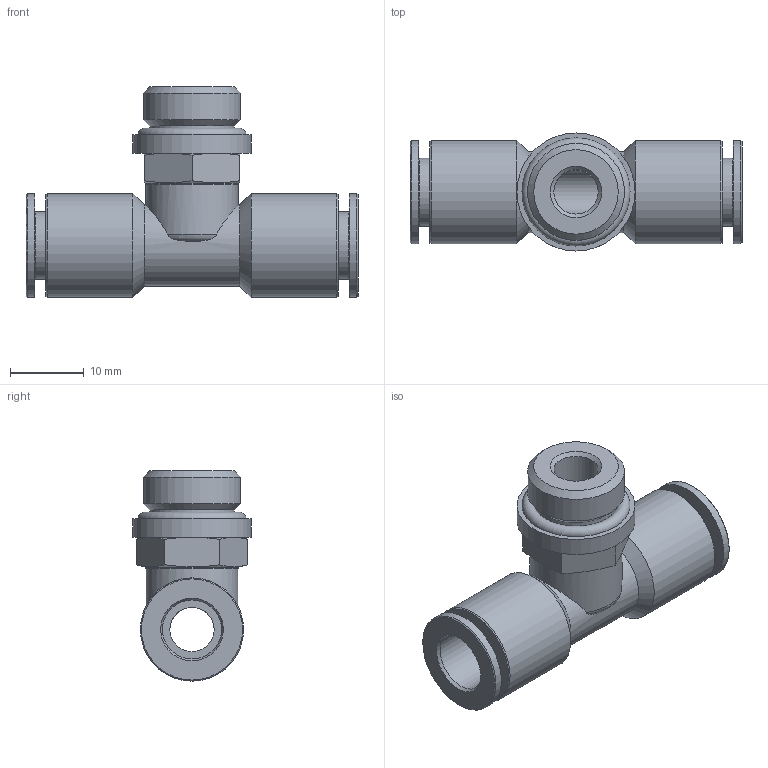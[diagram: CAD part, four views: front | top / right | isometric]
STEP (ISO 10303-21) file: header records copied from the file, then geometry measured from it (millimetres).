
FILE_DESCRIPTION(/* description */ ('STEP AP214'),/* implementation_level */ '2;1');
FILE_NAME(/* name */ '558740_NPQM-T-G14-Q8-P10',/* time_stamp */ '2024-09-13T06:42:32+02:00',/* author */ ('License CC BY-ND 4.0'),/* organization */ ('CADENAS'),/* preprocessor_version */ 'ST-DEVELOPER v19.3',/* originating_system */ 'PARTsolutions',/* authorisation */ ' ');
FILE_SCHEMA (('AUTOMOTIVE_DESIGN {1 0 10303 214 3 1 1}'));
Length unit declared in the file: millimetre
Products named in the file (1): 558740 NPQM-T-G14-Q8-P10
Bounding box: 45 x 16 x 28.5 mm (x, y, z)
Volume: 5746.5 mm3; surface area: 4730.9 mm2
Topology: 1 solids, 1 shells, 59 faces, 120 edges, 72 vertices
Faces by surface type: cone 24, plane 17, cylinder 15, torus 3
Full cylindrical faces by diameter (mm): 6 x2, 8 x2, 9.2 x2, 11 x1, 11.445 x1, 12.5 x1, 13.157 x1, 14 x4, 16 x1
Entity records: 1847 total; most frequent: CARTESIAN_POINT 320, DIRECTION 232, ORIENTED_EDGE 170, AXIS2_PLACEMENT_3D 113, EDGE_LOOP 104, FACE_BOUND 104, EDGE_CURVE 85, VERTEX_POINT 69
